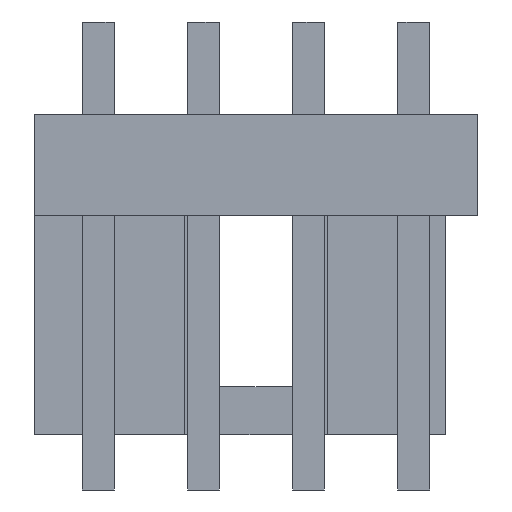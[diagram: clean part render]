
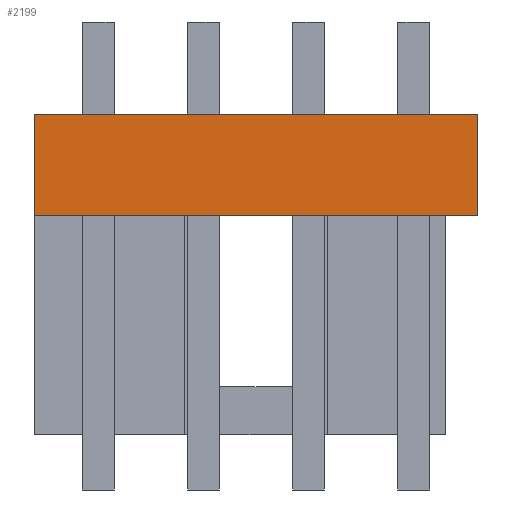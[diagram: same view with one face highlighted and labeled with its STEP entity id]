
A CAD part, front view. The second image highlights one B-rep face of the part: STEP entity #2199.
In plain terms, the highlighted planar face has unit normal (0, -1, 0).
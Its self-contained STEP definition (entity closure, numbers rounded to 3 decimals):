
#289=DIRECTION('',(1.,0.,0.));
#290=VECTOR('',#289,16.713);
#291=CARTESIAN_POINT('',(-8.357,-5.799,1.53));
#292=LINE('',#291,#290);
#293=DIRECTION('',(0.,0.,-1.));
#294=VECTOR('',#293,3.82);
#295=CARTESIAN_POINT('',(-8.357,-5.799,5.35));
#296=LINE('',#295,#294);
#297=DIRECTION('',(-1.,0.,0.));
#298=VECTOR('',#297,16.713);
#299=CARTESIAN_POINT('',(8.357,-5.799,5.35));
#300=LINE('',#299,#298);
#301=DIRECTION('',(0.,0.,1.));
#302=VECTOR('',#301,3.82);
#303=CARTESIAN_POINT('',(8.357,-5.799,1.53));
#304=LINE('',#303,#302);
#1397=CARTESIAN_POINT('',(8.357,-5.799,1.53));
#1399=VERTEX_POINT('',#1397);
#1403=CARTESIAN_POINT('',(8.357,-5.799,5.35));
#1404=VERTEX_POINT('',#1403);
#1407=CARTESIAN_POINT('',(-8.357,-5.799,5.35));
#1408=VERTEX_POINT('',#1407);
#1475=CARTESIAN_POINT('',(-8.357,-5.799,1.53));
#1476=VERTEX_POINT('',#1475);
#2188=CARTESIAN_POINT('',(6.706,-5.799,1.53));
#2189=DIRECTION('',(0.,-1.,0.));
#2190=DIRECTION('',(1.,0.,0.));
#2191=AXIS2_PLACEMENT_3D('',#2188,#2189,#2190);
#2192=PLANE('',#2191);
#2193=ORIENTED_EDGE('',*,*,#1948,.F.);
#2194=ORIENTED_EDGE('',*,*,#1843,.F.);
#2195=ORIENTED_EDGE('',*,*,#2089,.F.);
#2196=ORIENTED_EDGE('',*,*,#2181,.F.);
#2197=EDGE_LOOP('',(#2193,#2194,#2195,#2196));
#2198=FACE_OUTER_BOUND('',#2197,.F.);
#2199=ADVANCED_FACE('',(#2198),#2192,.T.);
#1843=EDGE_CURVE('',#1408,#1476,#296,.T.);
#1948=EDGE_CURVE('',#1476,#1399,#292,.T.);
#2089=EDGE_CURVE('',#1404,#1408,#300,.T.);
#2181=EDGE_CURVE('',#1399,#1404,#304,.T.);
